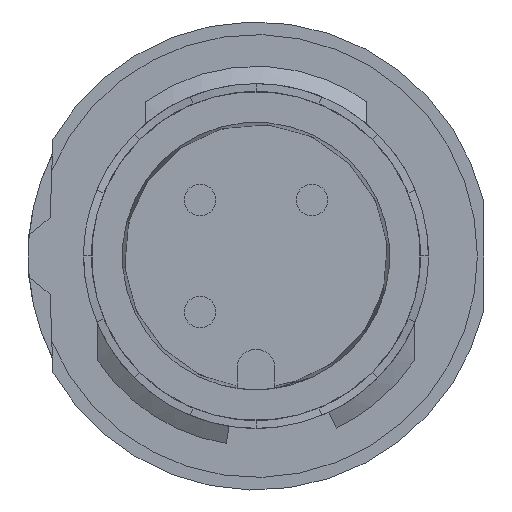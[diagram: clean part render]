
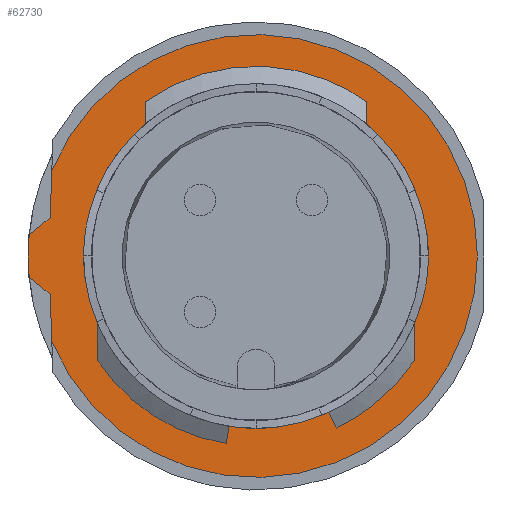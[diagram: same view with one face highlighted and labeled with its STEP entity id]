
A CAD part, left-side view. The second image highlights one B-rep face of the part: STEP entity #62730.
In plain terms, the highlighted planar face has unit normal (-1, 0, 0).
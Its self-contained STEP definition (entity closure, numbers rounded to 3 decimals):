
#59590=CARTESIAN_POINT('',(-37.178,7.2,
0.));
#59600=VERTEX_POINT('',#59590);
#59630=CARTESIAN_POINT('',(-37.178,0.,
0.));
#59640=DIRECTION('',(1.,0.,0.));
#59650=DIRECTION('',(0.,1.,0.));
#59660=AXIS2_PLACEMENT_3D('',#59630,#59640,#59650);
#59670=CIRCLE('',#59660,7.2);
#59680=CARTESIAN_POINT('',(-37.178,7.168,
-0.675));
#59690=VERTEX_POINT('',#59680);
#59700=EDGE_CURVE('',#59690,#59600,#59670,.T.);
#60590=CARTESIAN_POINT('',(-37.178,-6.975,
-12.128));
#60600=DIRECTION('',(0.,0.777,
0.629));
#60610=VECTOR('',#60600,1.);
#60620=LINE('',#60590,#60610);
#60630=CARTESIAN_POINT('',(-37.178,6.507,
-1.21));
#60640=VERTEX_POINT('',#60630);
#60650=EDGE_CURVE('',#60640,#59690,#60620,.T.);
#60920=CARTESIAN_POINT('',(-37.178,6.55,
0.));
#60930=DIRECTION('',(0.,0.035,
0.999));
#60940=VECTOR('',#60930,1.);
#60950=LINE('',#60920,#60940);
#60960=CARTESIAN_POINT('',(-37.178,6.455,
-2.708));
#60970=VERTEX_POINT('',#60960);
#60980=EDGE_CURVE('',#60970,#60640,#60950,.T.);
#62030=CARTESIAN_POINT('',(-37.178,0.,
0.));
#62040=DIRECTION('',(-1.,0.,0.));
#62050=DIRECTION('',(0.,0.,-1.));
#62060=AXIS2_PLACEMENT_3D('',#62030,#62040,#62050);
#62070=CIRCLE('',#62060,7.);
#62080=CARTESIAN_POINT('',(-37.178,6.455,
2.708));
#62090=VERTEX_POINT('',#62080);
#62100=EDGE_CURVE('',#60970,#62090,#62070,.T.);
#62290=CARTESIAN_POINT('',(-37.178,-6.225,0.
));
#62300=DIRECTION('',(-1.,0.,0.));
#62310=DIRECTION('',(0.,0.,-1.));
#62320=AXIS2_PLACEMENT_3D('',#62290,#62300,#62310);
#62330=PLANE('',#62320);
#62340=CARTESIAN_POINT('',(-37.178,0.,
0.));
#62350=DIRECTION('',(1.,0.,0.));
#62360=DIRECTION('',(0.,0.966,
0.259));
#62370=AXIS2_PLACEMENT_3D('',#62340,#62350,#62360);
#62380=CIRCLE('',#62370,5.45);
#62390=CARTESIAN_POINT('',(-37.178,5.264,
1.411));
#62400=VERTEX_POINT('',#62390);
#62410=CARTESIAN_POINT('',(-37.178,-5.264,
-1.411));
#62420=VERTEX_POINT('',#62410);
#62430=EDGE_CURVE('',#62400,#62420,#62380,.T.);
#62440=ORIENTED_EDGE('',*,*,#62430,.T.);
#62450=EDGE_CURVE('',#62420,#62400,#62380,.T.);
#62460=ORIENTED_EDGE('',*,*,#62450,.T.);
#62470=EDGE_LOOP('',(#62460,#62440));
#62480=FACE_BOUND('',#62470,.T.);
#62490=CARTESIAN_POINT('',(-37.178,-6.975,
12.128));
#62500=DIRECTION('',(0.,-0.777,
0.629));
#62510=VECTOR('',#62500,1.);
#62520=LINE('',#62490,#62510);
#62530=CARTESIAN_POINT('',(-37.178,7.168,
0.675));
#62540=VERTEX_POINT('',#62530);
#62550=CARTESIAN_POINT('',(-37.178,6.507,
1.21));
#62560=VERTEX_POINT('',#62550);
#62570=EDGE_CURVE('',#62540,#62560,#62520,.T.);
#62580=ORIENTED_EDGE('',*,*,#62570,.F.);
#62590=CARTESIAN_POINT('',(-37.178,6.55,
0.));
#62600=DIRECTION('',(0.,-0.035,
0.999));
#62610=VECTOR('',#62600,1.);
#62620=LINE('',#62590,#62610);
#62630=EDGE_CURVE('',#62560,#62090,#62620,.T.);
#62640=ORIENTED_EDGE('',*,*,#62630,.F.);
#62650=ORIENTED_EDGE('',*,*,#62100,.T.);
#62660=ORIENTED_EDGE('',*,*,#60980,.F.);
#62670=ORIENTED_EDGE('',*,*,#60650,.F.);
#62680=ORIENTED_EDGE('',*,*,#59700,.F.);
#62690=EDGE_CURVE('',#59600,#62540,#59670,.T.);
#62700=ORIENTED_EDGE('',*,*,#62690,.F.);
#62710=EDGE_LOOP('',(#62700,#62680,#62670,#62660,#62650,#62640,#62580));
#62720=FACE_OUTER_BOUND('',#62710,.T.);
#62730=ADVANCED_FACE('',(#62480,#62720),#62330,.T.);
